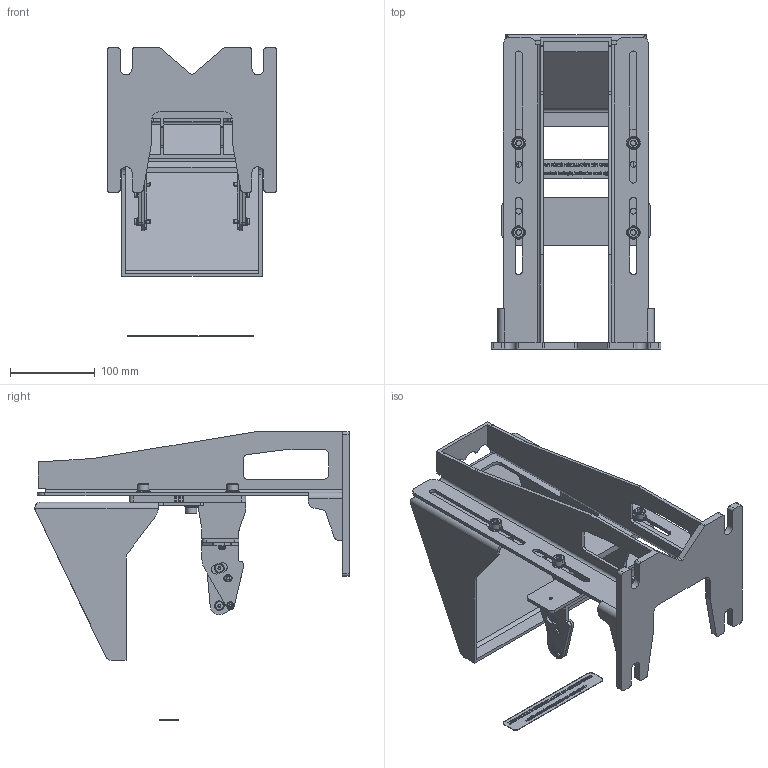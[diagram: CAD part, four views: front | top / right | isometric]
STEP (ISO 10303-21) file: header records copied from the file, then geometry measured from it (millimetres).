
FILE_DESCRIPTION(('OneSpaceDesigner STEP Export'),'2;1');
FILE_NAME('2102289.stp','2019-11-13T13:40:04',('SICK AG'),('SICK AG'),'Creo Elements/Direct Modeling STEP processor for AP214 (Solid Model)','Creo Elements/Direct Modeling 18.1B 29-Sep-2012 (C) Parametric Technology GmbH','');
FILE_SCHEMA(('AUTOMOTIVE_DESIGN { 1 0 10303 214 1 1 1 1 }'));
Length unit declared in the file: millimetre
Products named in the file (17): Washer_5.04; Part_2; Screw_5; Centering; Cover; Screw_4; Spring_washer_4; Washer_2; Part_3; Part_4; Assembly_3; Assembly_2; Assembly_1; Part_1; NOTE_EN; 2102289
Assembly tree (48 placements, depth 5):
  2102289
    NOTE_EN
    Part_1
    Assembly_1
      Assembly_2
        Assembly_3
          Screw_4  x4
          Part_4
        Washer_2  x6
        Screw_4  x6
        Spring_washer_4  x6
        Part_3
      Screw_5  x8
      Washer_5.04  x8
      Cover
      Centering
      Part_2
Bounding box: 200 x 369.92 x 339.51 mm (x, y, z)
Volume: 995987.1 mm3; surface area: 482073.2 mm2
Topology: 45 solids, 45 shells, 5900 faces, 16181 edges, 10682 vertices
Faces by surface type: plane 3871, cylinder 1707, bspline 144, cone 138, torus 28, sphere 12
Entity records: 171234 total; most frequent: CARTESIAN_POINT 32856, ORIENTED_EDGE 29396, DIRECTION 27725, EDGE_CURVE 14696, VECTOR 11543, LINE 11543, VERTEX_POINT 9783, AXIS2_PLACEMENT_3D 8091
